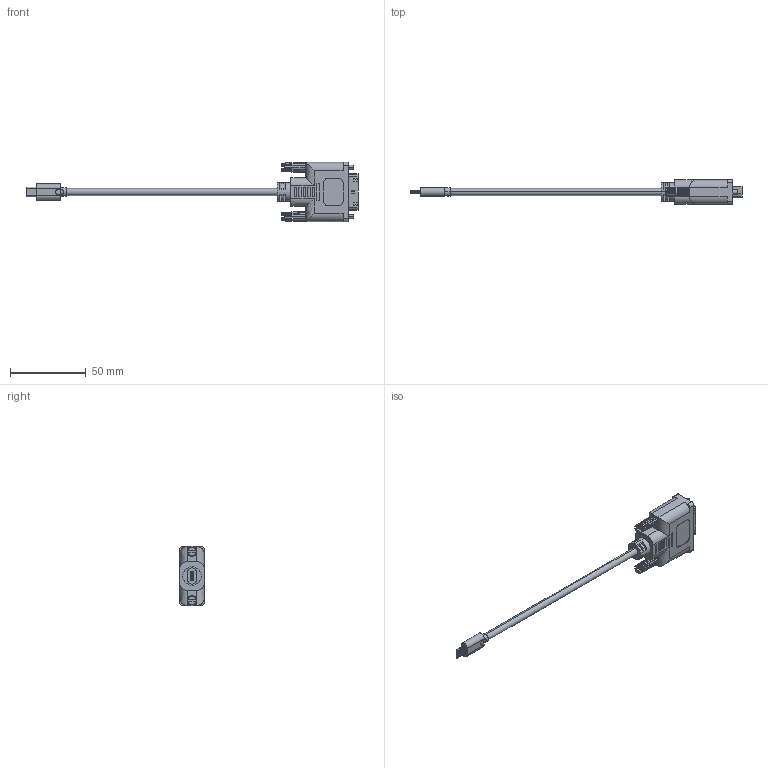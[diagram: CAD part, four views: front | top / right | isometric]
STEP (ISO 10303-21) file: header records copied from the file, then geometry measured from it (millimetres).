
FILE_DESCRIPTION (( 'STEP AP214' ), '1' );
FILE_NAME ('VIA00002_3D.STEP', '2020-09-30T20:47:10', ( '' ), ( '' ), 'SwSTEP 2.0', 'SolidWorks 2018', '' );
FILE_SCHEMA (( 'AUTOMOTIVE_DESIGN' ));
Length unit declared in the file: inch
Products named in the file (7): CGDVI-MA1; 3AB16-041_WITH CUT AND SR; CGDVI-DL-MM-MA1_With Thumbscrews; VIA00002_3D; 3AA07-026; 3AB14-040; VHA00020-MA1
Assembly tree (7 placements, depth 3):
  VIA00002_3D
    VHA00020-MA1
    3AB16-041_WITH CUT AND SR
    CGDVI-DL-MM-MA1_With Thumbscrews
      CGDVI-MA1
      3AB14-040
      3AA07-026  x2
Bounding box: 219.56 x 16.26 x 39.2 mm (x, y, z)
Volume: 25200.2 mm3; surface area: 13090.1 mm2
Topology: 6 solids, 6 shells, 798 faces, 2048 edges, 1329 vertices
Faces by surface type: plane 530, bspline 137, cylinder 122, torus 5, cone 4
Entity records: 26514 total; most frequent: CARTESIAN_POINT 5081, ORIENTED_EDGE 3536, DIRECTION 3138, EDGE_CURVE 1768, LINE 1466, VECTOR 1466, VERTEX_POINT 1159, AXIS2_PLACEMENT_3D 836
